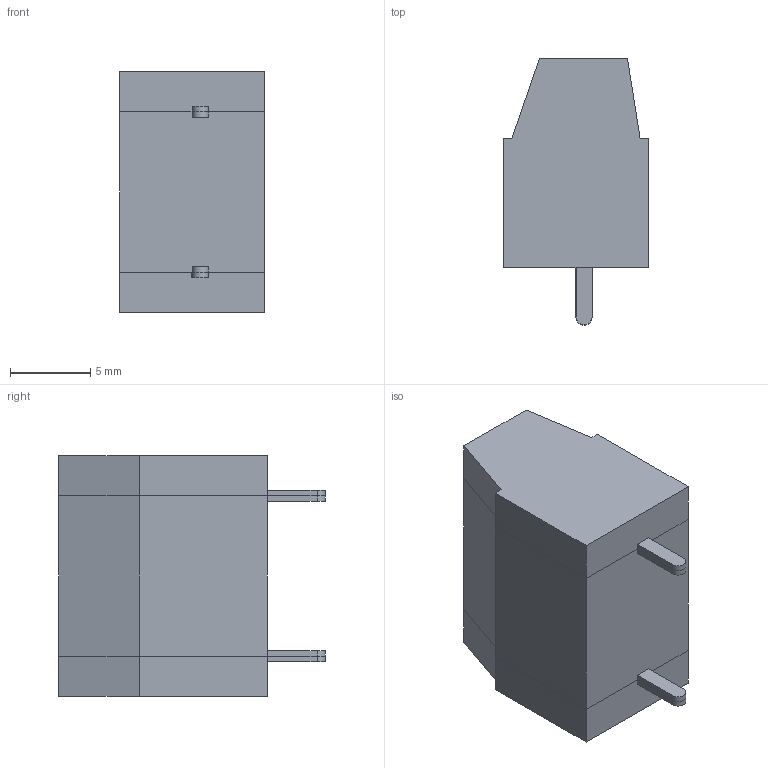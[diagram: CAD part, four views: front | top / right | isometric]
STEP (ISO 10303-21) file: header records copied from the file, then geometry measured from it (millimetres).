
FILE_DESCRIPTION( ( 'Unknown' ), '1' );
FILE_NAME( '691133810002.stp', 'Unknown', ( 'Unknown' ), ( 'Unknown' ), 'PSStep 17.0.49', 'Unknown', ' ' );
FILE_SCHEMA( ( 'AUTOMOTIVE_DESIGN { 1 0 10303 214 1 1 1 1 }' ) );
Length unit declared in the file: millimetre
Products named in the file (4): Assem1; CBL10_SX_PRT.PRT; CBL10_CNT_PRT.PRT; CBL10_DX_PRT.PRT
Assembly tree (3 placements, depth 2):
  Assem1
    CBL10_SX_PRT.PRT
    CBL10_CNT_PRT.PRT
    CBL10_DX_PRT.PRT
Bounding box: 9 x 16.6 x 15 mm (x, y, z)
Volume: 1048.7 mm3; surface area: 2066.6 mm2
Topology: 3 solids, 3 shells, 229 faces, 701 edges, 460 vertices
Faces by surface type: plane 181, cylinder 48
Full cylindrical faces by diameter (mm): 2 x1, 3.7 x1
Entity records: 9685 total; most frequent: CARTESIAN_POINT 1406, ORIENTED_EDGE 1394, DIRECTION 1275, EDGE_CURVE 697, LINE 581, VECTOR 581, VERTEX_POINT 458, AXIS2_PLACEMENT_3D 347
